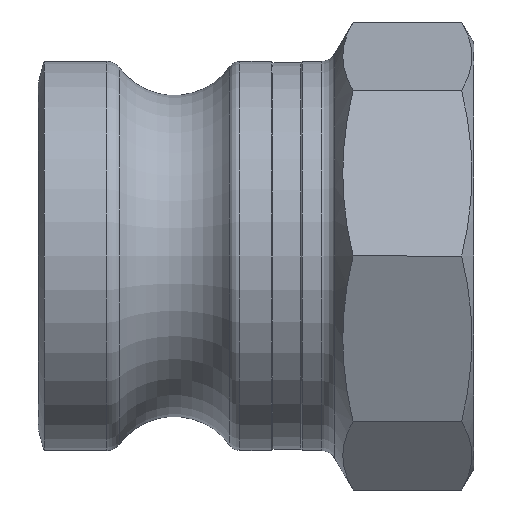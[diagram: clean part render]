
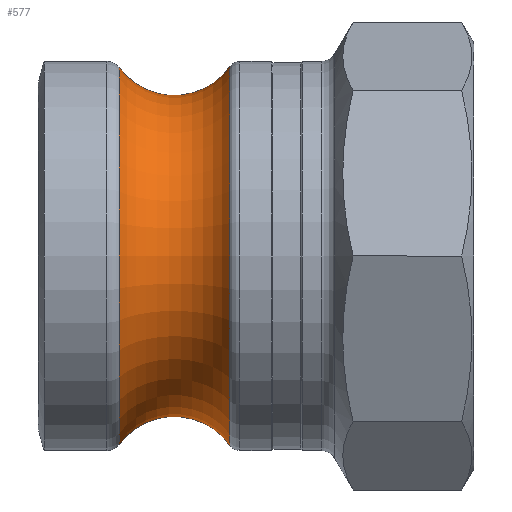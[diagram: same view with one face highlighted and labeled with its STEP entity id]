
A CAD part, front view. The second image highlights one B-rep face of the part: STEP entity #577.
In plain terms, the highlighted toroidal (fillet/blend) face has major radius 37 mm and minor radius 11 mm.
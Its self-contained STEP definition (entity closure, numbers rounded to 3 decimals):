
#47=TOROIDAL_SURFACE('',#664,37.,11.);
#80=FACE_OUTER_BOUND('',#112,.T.);
#112=EDGE_LOOP('',(#480,#481,#482,#483,#484,#485));
#191=CIRCLE('',#641,30.481);
#192=CIRCLE('',#642,30.481);
#197=CIRCLE('',#649,30.654);
#199=CIRCLE('',#651,30.654);
#201=CIRCLE('',#665,11.);
#234=VERTEX_POINT('',#923);
#235=VERTEX_POINT('',#925);
#239=VERTEX_POINT('',#938);
#240=VERTEX_POINT('',#939);
#300=EDGE_CURVE('',#234,#235,#191,.T.);
#301=EDGE_CURVE('',#235,#234,#192,.T.);
#307=EDGE_CURVE('',#239,#240,#197,.T.);
#309=EDGE_CURVE('',#240,#239,#199,.T.);
#337=EDGE_CURVE('',#240,#234,#201,.T.);
#480=ORIENTED_EDGE('',*,*,#307,.F.);
#481=ORIENTED_EDGE('',*,*,#309,.F.);
#482=ORIENTED_EDGE('',*,*,#337,.T.);
#483=ORIENTED_EDGE('',*,*,#301,.F.);
#484=ORIENTED_EDGE('',*,*,#300,.F.);
#485=ORIENTED_EDGE('',*,*,#337,.F.);
#577=ADVANCED_FACE('',(#80),#47,.F.);
#641=AXIS2_PLACEMENT_3D('',#926,#765,#766);
#642=AXIS2_PLACEMENT_3D('',#927,#767,#768);
#649=AXIS2_PLACEMENT_3D('',#940,#782,#783);
#651=AXIS2_PLACEMENT_3D('',#942,#786,#787);
#664=AXIS2_PLACEMENT_3D('',#1030,#822,#823);
#665=AXIS2_PLACEMENT_3D('',#1031,#824,#825);
#765=DIRECTION('center_axis',(-1.,0.,0.));
#766=DIRECTION('ref_axis',(0.,1.,0.));
#767=DIRECTION('center_axis',(-1.,0.,0.));
#768=DIRECTION('ref_axis',(0.,1.,0.));
#782=DIRECTION('center_axis',(1.,0.,0.));
#783=DIRECTION('ref_axis',(0.,1.,0.));
#786=DIRECTION('center_axis',(1.,0.,0.));
#787=DIRECTION('ref_axis',(0.,1.,0.));
#822=DIRECTION('center_axis',(-1.,0.,0.));
#823=DIRECTION('ref_axis',(0.,0.,1.));
#824=DIRECTION('center_axis',(0.,-1.,0.));
#825=DIRECTION('ref_axis',(0.,0.,-1.));
#923=CARTESIAN_POINT('',(13.139,0.,-30.481));
#925=CARTESIAN_POINT('',(13.139,-30.481,0.));
#926=CARTESIAN_POINT('Origin',(13.139,0.,0.));
#927=CARTESIAN_POINT('Origin',(13.139,0.,0.));
#938=CARTESIAN_POINT('',(30.985,-30.654,0.));
#939=CARTESIAN_POINT('',(30.985,0.,-30.654));
#940=CARTESIAN_POINT('Origin',(30.985,0.,0.));
#942=CARTESIAN_POINT('Origin',(30.985,0.,0.));
#1030=CARTESIAN_POINT('Origin',(22.,0.,0.));
#1031=CARTESIAN_POINT('Origin',(22.,0.,-37.));
